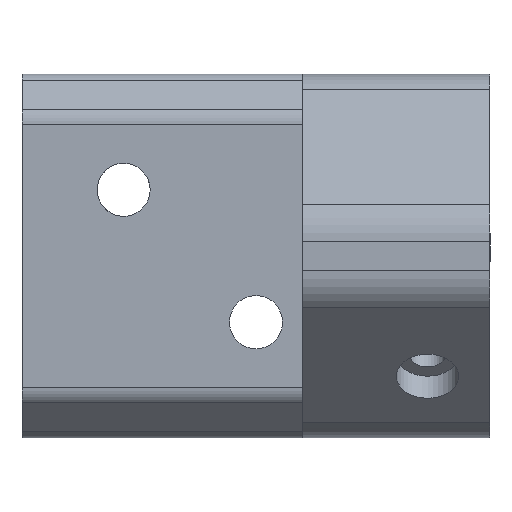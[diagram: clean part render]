
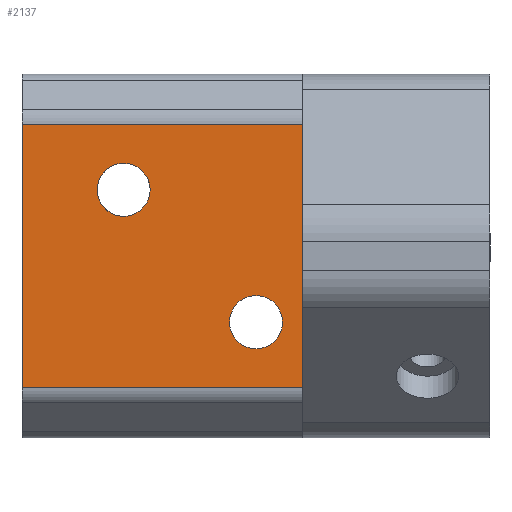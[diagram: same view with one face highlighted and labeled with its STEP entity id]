
A CAD part, front view. The second image highlights one B-rep face of the part: STEP entity #2137.
In plain terms, the highlighted planar face has unit normal (0, -1, 0).
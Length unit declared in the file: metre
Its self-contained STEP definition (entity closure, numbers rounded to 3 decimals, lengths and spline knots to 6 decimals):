
#89=PLANE('',#2349);
#180=CIRCLE('',#2350,0.00255);
#181=CIRCLE('',#2351,0.00255);
#607=ORIENTED_EDGE('',*,*,#1020,.T.);
#608=ORIENTED_EDGE('',*,*,#1021,.T.);
#609=ORIENTED_EDGE('',*,*,#1018,.F.);
#610=ORIENTED_EDGE('',*,*,#856,.T.);
#611=ORIENTED_EDGE('',*,*,#1022,.T.);
#612=ORIENTED_EDGE('',*,*,#1023,.F.);
#613=ORIENTED_EDGE('',*,*,#1024,.F.);
#614=ORIENTED_EDGE('',*,*,#1025,.T.);
#856=EDGE_CURVE('',#1133,#1132,#1341,.T.);
#1018=EDGE_CURVE('',#1133,#1254,#1440,.T.);
#1020=EDGE_CURVE('',#1255,#1255,#180,.T.);
#1021=EDGE_CURVE('',#1256,#1256,#181,.T.);
#1022=EDGE_CURVE('',#1132,#1257,#1441,.T.);
#1023=EDGE_CURVE('',#1258,#1257,#1442,.T.);
#1024=EDGE_CURVE('',#1259,#1258,#1443,.T.);
#1025=EDGE_CURVE('',#1259,#1254,#1444,.T.);
#1132=VERTEX_POINT('',#3184);
#1133=VERTEX_POINT('',#3186);
#1254=VERTEX_POINT('',#3538);
#1255=VERTEX_POINT('',#3542);
#1256=VERTEX_POINT('',#3544);
#1257=VERTEX_POINT('',#3546);
#1258=VERTEX_POINT('',#3548);
#1259=VERTEX_POINT('',#3550);
#1341=LINE('',#3185,#1528);
#1440=LINE('',#3537,#1627);
#1441=LINE('',#3545,#1628);
#1442=LINE('',#3547,#1629);
#1443=LINE('',#3549,#1630);
#1444=LINE('',#3551,#1631);
#1528=VECTOR('',#2528,1.);
#1627=VECTOR('',#2891,1.);
#1628=VECTOR('',#2900,1.);
#1629=VECTOR('',#2901,1.);
#1630=VECTOR('',#2902,1.);
#1631=VECTOR('',#2903,1.);
#1785=EDGE_LOOP('',(#607));
#1786=EDGE_LOOP('',(#608));
#1787=EDGE_LOOP('',(#609,#610,#611,#612,#613,#614));
#1958=FACE_BOUND('',#1785,.T.);
#1959=FACE_BOUND('',#1786,.T.);
#1960=FACE_BOUND('',#1787,.T.);
#2137=ADVANCED_FACE('',(#1958,#1959,#1960),#89,.T.);
#2349=AXIS2_PLACEMENT_3D('',#3540,#2894,#2895);
#2350=AXIS2_PLACEMENT_3D('',#3541,#2896,#2897);
#2351=AXIS2_PLACEMENT_3D('',#3543,#2898,#2899);
#2528=DIRECTION('',(0.,0.,-1.));
#2891=DIRECTION('',(1.,0.,0.));
#2894=DIRECTION('',(0.,-1.,0.));
#2895=DIRECTION('',(-1.,0.,0.));
#2896=DIRECTION('',(0.,1.,0.));
#2897=DIRECTION('',(-1.,0.,0.));
#2898=DIRECTION('',(0.,1.,0.));
#2899=DIRECTION('',(-1.,0.,0.));
#2900=DIRECTION('',(1.,0.,0.));
#2901=DIRECTION('',(0.,0.,-1.));
#2902=DIRECTION('',(1.,0.,0.));
#2903=DIRECTION('',(0.,0.,1.));
#3184=CARTESIAN_POINT('',(0.14,0.8345,-0.039465));
#3185=CARTESIAN_POINT('',(0.14,0.8345,-0.044294));
#3186=CARTESIAN_POINT('',(0.14,0.8345,-0.014122));
#3537=CARTESIAN_POINT('',(0.168125,0.8345,-0.014122));
#3538=CARTESIAN_POINT('',(0.167,0.8345,-0.014122));
#3540=CARTESIAN_POINT('',(0.1625,0.8345,-0.026794));
#3541=CARTESIAN_POINT('',(0.14977,0.8345,-0.020429));
#3542=CARTESIAN_POINT('',(0.14722,0.8345,-0.020429));
#3543=CARTESIAN_POINT('',(0.1625,0.8345,-0.033159));
#3544=CARTESIAN_POINT('',(0.15995,0.8345,-0.033159));
#3545=CARTESIAN_POINT('',(0.167,0.8345,-0.039465));
#3546=CARTESIAN_POINT('',(0.185,0.8345,-0.039465));
#3547=CARTESIAN_POINT('',(0.185,0.8345,-0.04188));
#3548=CARTESIAN_POINT('',(0.185,0.8345,-0.036329));
#3549=CARTESIAN_POINT('',(0.167,0.8345,-0.036329));
#3550=CARTESIAN_POINT('',(0.167,0.8345,-0.036329));
#3551=CARTESIAN_POINT('',(0.167,0.8345,-0.026794));
